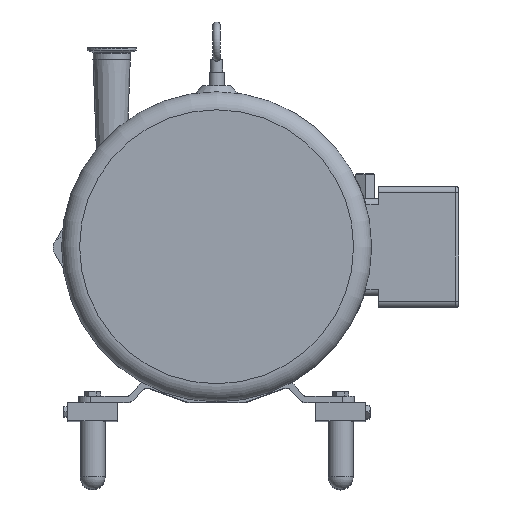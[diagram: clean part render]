
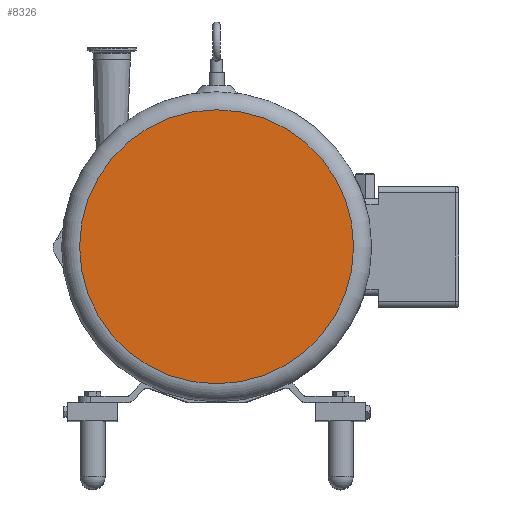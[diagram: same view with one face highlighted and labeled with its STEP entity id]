
A CAD part, top view. The second image highlights one B-rep face of the part: STEP entity #8326.
In plain terms, the highlighted planar face has unit normal (0, 0, 1).
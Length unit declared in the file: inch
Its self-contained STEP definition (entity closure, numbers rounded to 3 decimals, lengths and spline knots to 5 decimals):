
#2125=PLANE('',#9073);
#2461=FACE_OUTER_BOUND('',#2941,.T.);
#2941=EDGE_LOOP('',(#6747,#6748));
#3495=CIRCLE('',#9074,5.524);
#3496=CIRCLE('',#9075,5.524);
#4037=VERTEX_POINT('',#13361);
#4038=VERTEX_POINT('',#13362);
#5024=EDGE_CURVE('',#4037,#4038,#3495,.T.);
#5025=EDGE_CURVE('',#4038,#4037,#3496,.T.);
#6747=ORIENTED_EDGE('',*,*,#5024,.F.);
#6748=ORIENTED_EDGE('',*,*,#5025,.F.);
#8326=ADVANCED_FACE('',(#2461),#2125,.T.);
#9073=AXIS2_PLACEMENT_3D('',#13360,#10606,#10607);
#9074=AXIS2_PLACEMENT_3D('',#13363,#10608,#10609);
#9075=AXIS2_PLACEMENT_3D('',#13364,#10610,#10611);
#10606=DIRECTION('center_axis',(0.,0.,
1.));
#10607=DIRECTION('ref_axis',(0.,1.,0.));
#10608=DIRECTION('center_axis',(0.,0.,
-1.));
#10609=DIRECTION('ref_axis',(1.,0.,0.));
#10610=DIRECTION('center_axis',(0.,0.,
-1.));
#10611=DIRECTION('ref_axis',(1.,0.,0.));
#13360=CARTESIAN_POINT('Origin',(-6.25,0.,25.10528));
#13361=CARTESIAN_POINT('',(-5.524,0.,25.10528));
#13362=CARTESIAN_POINT('',(0.,5.524,25.10528));
#13363=CARTESIAN_POINT('Origin',(0.,0.,25.10528));
#13364=CARTESIAN_POINT('Origin',(0.,0.,25.10528));
